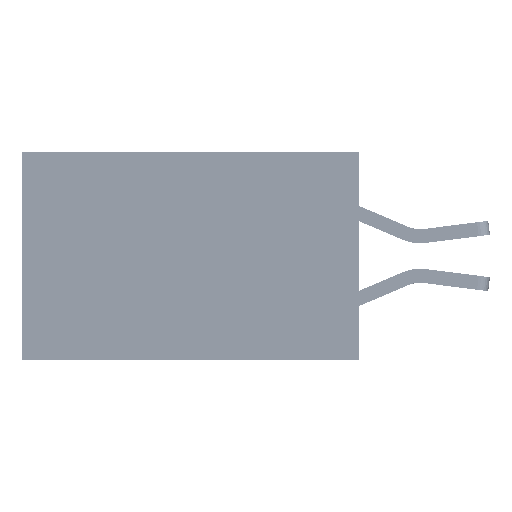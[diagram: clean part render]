
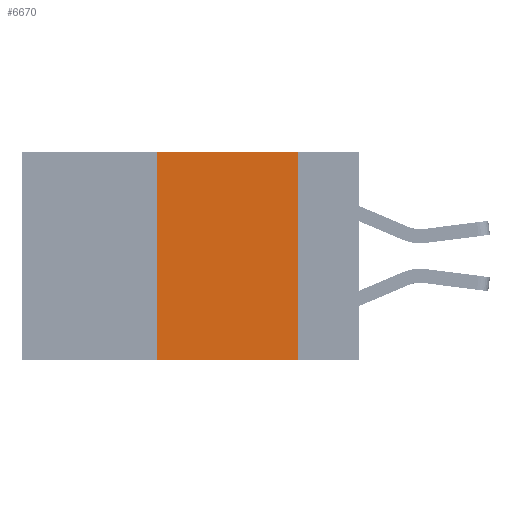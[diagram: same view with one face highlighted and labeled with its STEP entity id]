
A CAD part, left-side view. The second image highlights one B-rep face of the part: STEP entity #6670.
In plain terms, the highlighted planar face has unit normal (-1, 0, 0).
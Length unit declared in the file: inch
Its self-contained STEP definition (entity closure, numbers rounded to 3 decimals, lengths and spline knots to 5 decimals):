
#3549 = FACE_OUTER_BOUND ( 'NONE', #8616, .T. ) ;
#3934 = VERTEX_POINT ( 'NONE', #29842 ) ;
#4572 = VERTEX_POINT ( 'NONE', #23410 ) ;
#5916 = VECTOR ( 'NONE', #12429, 39.37008 ) ;
#6262 = CARTESIAN_POINT ( 'NONE',  ( 0., 0.36, 0. ) ) ;
#6356 = ORIENTED_EDGE ( 'NONE', *, *, #51617, .F. ) ;
#6670 = ADVANCED_FACE ( 'NONE', ( #3549 ), #36470, .F. ) ;
#8616 = EDGE_LOOP ( 'NONE', ( #6356, #20288, #11970, #25000 ) ) ;
#11970 = ORIENTED_EDGE ( 'NONE', *, *, #26389, .F. ) ;
#12429 = DIRECTION ( 'NONE',  ( 0., -1., 0. ) ) ;
#12497 = LINE ( 'NONE', #15278, #13790 ) ;
#13790 = VECTOR ( 'NONE', #46089, 39.37008 ) ;
#15278 = CARTESIAN_POINT ( 'NONE',  ( 0., 0.36, 0. ) ) ;
#20186 = VERTEX_POINT ( 'NONE', #6262 ) ;
#20288 = ORIENTED_EDGE ( 'NONE', *, *, #48553, .F. ) ;
#20816 = DIRECTION ( 'NONE',  ( 0., 0., -1. ) ) ;
#21011 = CARTESIAN_POINT ( 'NONE',  ( 0., 0.6, 0. ) ) ;
#21853 = LINE ( 'NONE', #36830, #5916 ) ;
#23410 = CARTESIAN_POINT ( 'NONE',  ( 0., 0.11, 0. ) ) ;
#25000 = ORIENTED_EDGE ( 'NONE', *, *, #45439, .T. ) ;
#25137 = DIRECTION ( 'NONE',  ( 0., -1., 0. ) ) ;
#25769 = AXIS2_PLACEMENT_3D ( 'NONE', #21011, #49519, #20816 ) ;
#26389 = EDGE_CURVE ( 'NONE', #49345, #20186, #12497, .T. ) ;
#28783 = VECTOR ( 'NONE', #25137, 39.37008 ) ;
#29842 = CARTESIAN_POINT ( 'NONE',  ( 0., 0.11, -0.37 ) ) ;
#32607 = CARTESIAN_POINT ( 'NONE',  ( 0., 0.11, 0. ) ) ;
#34425 = LINE ( 'NONE', #45115, #28783 ) ;
#36470 = PLANE ( 'NONE',  #25769 ) ;
#36830 = CARTESIAN_POINT ( 'NONE',  ( 0., 0.6, -0.37 ) ) ;
#41832 = LINE ( 'NONE', #32607, #50131 ) ;
#44939 = DIRECTION ( 'NONE',  ( 0., 0., -1. ) ) ;
#45115 = CARTESIAN_POINT ( 'NONE',  ( 0., 0.6, 0. ) ) ;
#45439 = EDGE_CURVE ( 'NONE', #49345, #3934, #21853, .T. ) ;
#46089 = DIRECTION ( 'NONE',  ( 0., 0., 1. ) ) ;
#46154 = CARTESIAN_POINT ( 'NONE',  ( 0., 0.36, -0.37 ) ) ;
#48553 = EDGE_CURVE ( 'NONE', #20186, #4572, #34425, .T. ) ;
#49345 = VERTEX_POINT ( 'NONE', #46154 ) ;
#49519 = DIRECTION ( 'NONE',  ( 1., 0., 0. ) ) ;
#50131 = VECTOR ( 'NONE', #44939, 39.37008 ) ;
#51617 = EDGE_CURVE ( 'NONE', #4572, #3934, #41832, .T. ) ;
